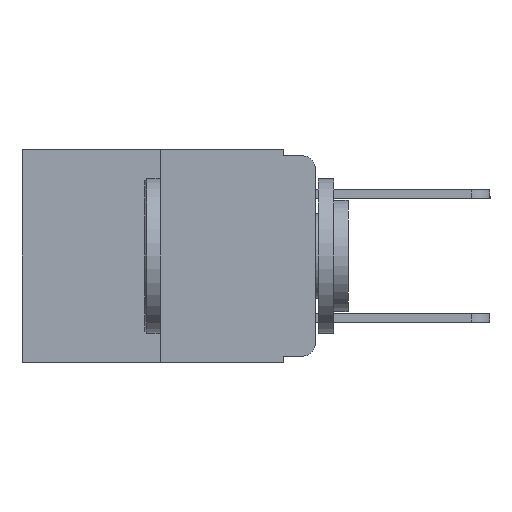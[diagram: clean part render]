
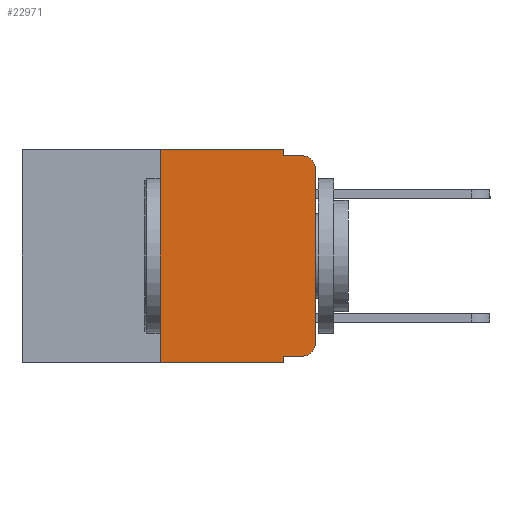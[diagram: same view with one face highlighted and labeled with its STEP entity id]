
A CAD part, left-side view. The second image highlights one B-rep face of the part: STEP entity #22971.
In plain terms, the highlighted planar face has unit normal (-1, 0, 0).
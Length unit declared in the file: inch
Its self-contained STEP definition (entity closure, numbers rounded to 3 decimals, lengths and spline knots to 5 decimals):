
#116 = VECTOR ( 'NONE', #8063, 39.37008 ) ;
#1124 = VERTEX_POINT ( 'NONE', #4546 ) ;
#1142 = CARTESIAN_POINT ( 'NONE',  ( 0., 0.051, 0. ) ) ;
#1266 = AXIS2_PLACEMENT_3D ( 'NONE', #3808, #16698, #5721 ) ;
#1970 = VERTEX_POINT ( 'NONE', #20472 ) ;
#2486 = CARTESIAN_POINT ( 'NONE',  ( 0., 0., -0.313 ) ) ;
#2782 = CARTESIAN_POINT ( 'NONE',  ( 0., 0.051, -0.333 ) ) ;
#3076 = DIRECTION ( 'NONE',  ( 0., 0., -1. ) ) ;
#3269 = FACE_OUTER_BOUND ( 'NONE', #9130, .T. ) ;
#3808 = CARTESIAN_POINT ( 'NONE',  ( 0., 0.02, -0.03 ) ) ;
#4546 = CARTESIAN_POINT ( 'NONE',  ( 0., 0.02, -0.333 ) ) ;
#4979 = CARTESIAN_POINT ( 'NONE',  ( 0., 0.051, -0.343 ) ) ;
#5613 = CARTESIAN_POINT ( 'NONE',  ( 0., 0.02, -0.313 ) ) ;
#5721 = DIRECTION ( 'NONE',  ( 0., 0., -1. ) ) ;
#5793 = ORIENTED_EDGE ( 'NONE', *, *, #16696, .T. ) ;
#5799 = CARTESIAN_POINT ( 'NONE',  ( 0., 0.051, 0. ) ) ;
#5963 = EDGE_CURVE ( 'NONE', #20979, #11017, #8347, .T. ) ;
#6119 = CARTESIAN_POINT ( 'NONE',  ( 0., 0.473, -0.343 ) ) ;
#6262 = CIRCLE ( 'NONE', #1266, 0.02 ) ;
#6376 = ORIENTED_EDGE ( 'NONE', *, *, #5963, .F. ) ;
#6433 = CARTESIAN_POINT ( 'NONE',  ( 0., 0.051, 0. ) ) ;
#6469 = VECTOR ( 'NONE', #13579, 39.37008 ) ;
#6620 = CARTESIAN_POINT ( 'NONE',  ( 0., 0., -0.03 ) ) ;
#6850 = CARTESIAN_POINT ( 'NONE',  ( 0., 0.051, -0.01 ) ) ;
#7326 = VERTEX_POINT ( 'NONE', #6620 ) ;
#7462 = DIRECTION ( 'NONE',  ( 0., 0., -1. ) ) ;
#7538 = ORIENTED_EDGE ( 'NONE', *, *, #12096, .T. ) ;
#7655 = EDGE_CURVE ( 'NONE', #7326, #1970, #6262, .T. ) ;
#7686 = VECTOR ( 'NONE', #20637, 39.37008 ) ;
#7707 = VECTOR ( 'NONE', #11945, 39.37008 ) ;
#7954 = DIRECTION ( 'NONE',  ( 0., -1., 0. ) ) ;
#8063 = DIRECTION ( 'NONE',  ( 0., -1., 0. ) ) ;
#8076 = ORIENTED_EDGE ( 'NONE', *, *, #12564, .F. ) ;
#8273 = DIRECTION ( 'NONE',  ( 0., 0., -1. ) ) ;
#8335 = LINE ( 'NONE', #1142, #17488 ) ;
#8343 = CARTESIAN_POINT ( 'NONE',  ( 0., 0.051, -0.333 ) ) ;
#8347 = LINE ( 'NONE', #6433, #16946 ) ;
#8380 = ORIENTED_EDGE ( 'NONE', *, *, #23532, .F. ) ;
#8757 = AXIS2_PLACEMENT_3D ( 'NONE', #5613, #18415, #7462 ) ;
#9130 = EDGE_LOOP ( 'NONE', ( #5793, #20934, #8076, #23216, #15252, #8380, #14975, #6376, #7538, #9800 ) ) ;
#9504 = CARTESIAN_POINT ( 'NONE',  ( 0., 0.25, -0.343 ) ) ;
#9800 = ORIENTED_EDGE ( 'NONE', *, *, #15773, .T. ) ;
#10035 = VECTOR ( 'NONE', #7954, 39.37008 ) ;
#10247 = CARTESIAN_POINT ( 'NONE',  ( 0., 0.473, 0. ) ) ;
#11017 = VERTEX_POINT ( 'NONE', #4979 ) ;
#11945 = DIRECTION ( 'NONE',  ( 0., -1., 0. ) ) ;
#12091 = DIRECTION ( 'NONE',  ( 0., 0., -1. ) ) ;
#12096 = EDGE_CURVE ( 'NONE', #20979, #1124, #17425, .T. ) ;
#12506 = CARTESIAN_POINT ( 'NONE',  ( 0., 0.25, 0. ) ) ;
#12564 = EDGE_CURVE ( 'NONE', #22394, #1970, #22265, .T. ) ;
#13364 = CARTESIAN_POINT ( 'NONE',  ( 0., 0.051, -0.01 ) ) ;
#13516 = CARTESIAN_POINT ( 'NONE',  ( 0., 0.473, 0. ) ) ;
#13579 = DIRECTION ( 'NONE',  ( 0., 0., 1. ) ) ;
#13911 = LINE ( 'NONE', #12506, #23025 ) ;
#14349 = DIRECTION ( 'NONE',  ( 0., 0., 1. ) ) ;
#14675 = VERTEX_POINT ( 'NONE', #9504 ) ;
#14871 = VERTEX_POINT ( 'NONE', #2486 ) ;
#14975 = ORIENTED_EDGE ( 'NONE', *, *, #20290, .T. ) ;
#15252 = ORIENTED_EDGE ( 'NONE', *, *, #19081, .F. ) ;
#15477 = LINE ( 'NONE', #6119, #10035 ) ;
#15773 = EDGE_CURVE ( 'NONE', #1124, #14871, #17828, .T. ) ;
#16696 = EDGE_CURVE ( 'NONE', #14871, #7326, #16792, .T. ) ;
#16698 = DIRECTION ( 'NONE',  ( -1., 0., 0. ) ) ;
#16792 = LINE ( 'NONE', #20844, #6469 ) ;
#16946 = VECTOR ( 'NONE', #8273, 39.37008 ) ;
#17218 = VERTEX_POINT ( 'NONE', #5799 ) ;
#17425 = LINE ( 'NONE', #8343, #7707 ) ;
#17488 = VECTOR ( 'NONE', #3076, 39.37008 ) ;
#17754 = AXIS2_PLACEMENT_3D ( 'NONE', #10247, #23012, #12091 ) ;
#17828 = CIRCLE ( 'NONE', #8757, 0.02 ) ;
#18415 = DIRECTION ( 'NONE',  ( -1., 0., 0. ) ) ;
#18558 = VERTEX_POINT ( 'NONE', #19302 ) ;
#19081 = EDGE_CURVE ( 'NONE', #18558, #17218, #19816, .T. ) ;
#19302 = CARTESIAN_POINT ( 'NONE',  ( 0., 0.25, 0. ) ) ;
#19816 = LINE ( 'NONE', #13516, #116 ) ;
#19917 = EDGE_CURVE ( 'NONE', #17218, #22394, #8335, .T. ) ;
#20290 = EDGE_CURVE ( 'NONE', #14675, #11017, #15477, .T. ) ;
#20472 = CARTESIAN_POINT ( 'NONE',  ( 0., 0.02, -0.01 ) ) ;
#20637 = DIRECTION ( 'NONE',  ( 0., -1., 0. ) ) ;
#20844 = CARTESIAN_POINT ( 'NONE',  ( 0., 0., 0. ) ) ;
#20934 = ORIENTED_EDGE ( 'NONE', *, *, #7655, .T. ) ;
#20979 = VERTEX_POINT ( 'NONE', #2782 ) ;
#22265 = LINE ( 'NONE', #13364, #7686 ) ;
#22394 = VERTEX_POINT ( 'NONE', #6850 ) ;
#22923 = PLANE ( 'NONE',  #17754 ) ;
#22971 = ADVANCED_FACE ( 'NONE', ( #3269 ), #22923, .F. ) ;
#23012 = DIRECTION ( 'NONE',  ( 1., 0., 0. ) ) ;
#23025 = VECTOR ( 'NONE', #14349, 39.37008 ) ;
#23216 = ORIENTED_EDGE ( 'NONE', *, *, #19917, .F. ) ;
#23532 = EDGE_CURVE ( 'NONE', #14675, #18558, #13911, .T. ) ;
